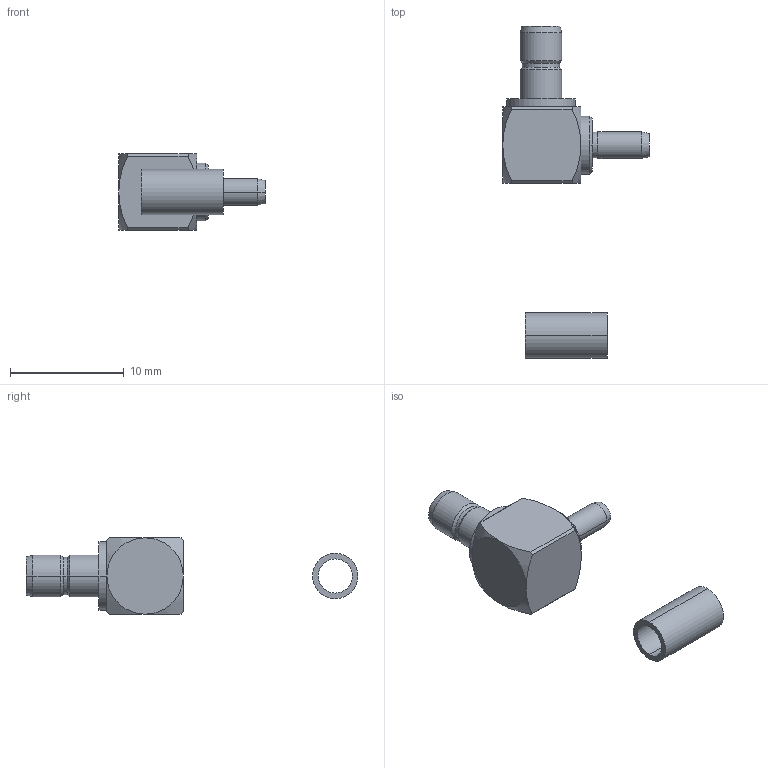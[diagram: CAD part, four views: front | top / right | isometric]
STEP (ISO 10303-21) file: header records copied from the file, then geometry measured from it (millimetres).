
FILE_DESCRIPTION (( 'STEP AP214' ), '1' );
FILE_NAME ('FMCN5439_3D.step', '2025-05-23T15:53:28', ( '' ), ( '' ), 'SwSTEP 2.0', 'SolidWorks 2022', '' );
FILE_SCHEMA (( 'AUTOMOTIVE_DESIGN' ));
Length unit declared in the file: millimetre
Products named in the file (1): FMCN5439_3D
Bounding box: 12.85 x 29.13 x 6.7 mm (x, y, z)
Volume: 444 mm3; surface area: 618 mm2
Topology: 2 solids, 2 shells, 70 faces, 147 edges, 90 vertices
Faces by surface type: cylinder 30, plane 17, cone 15, sphere 8
Entity records: 1944 total; most frequent: DIRECTION 387, CARTESIAN_POINT 308, ORIENTED_EDGE 294, AXIS2_PLACEMENT_3D 169, EDGE_CURVE 147, CIRCLE 98, VERTEX_POINT 90, EDGE_LOOP 81
